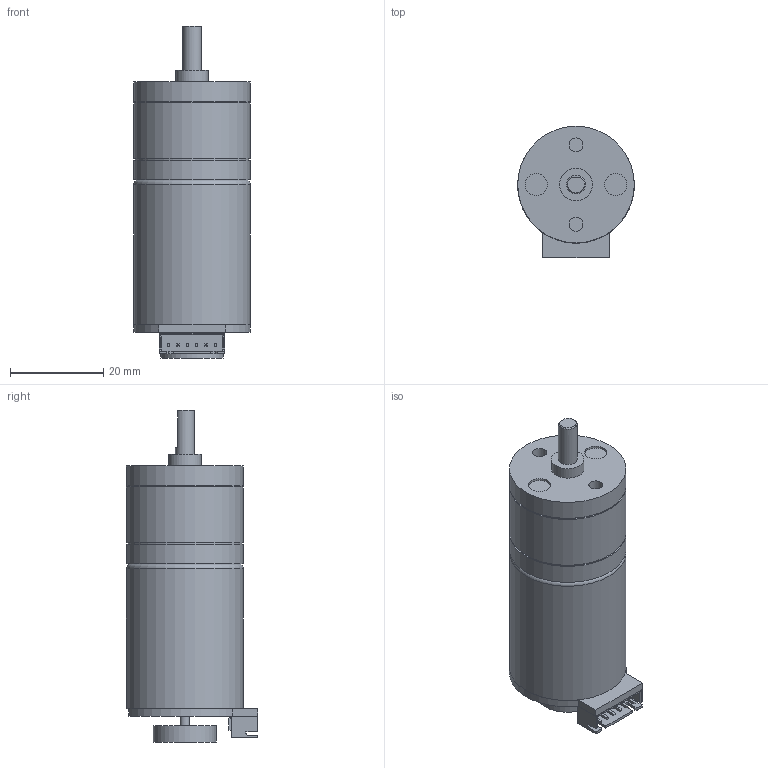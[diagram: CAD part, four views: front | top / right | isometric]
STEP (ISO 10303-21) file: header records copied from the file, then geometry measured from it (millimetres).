
FILE_DESCRIPTION(/* description */ (''),/* implementation_level */ '2;1');
FILE_NAME(/* name */ '12V 350RPM Small DFRobot Motor v8.step',/* time_stamp */ '2021-08-11T21:49:02-04:00',/* author */ (''),/* organization */ (''),/* preprocessor_version */ 'ST-DEVELOPER v18.1',/* originating_system */ 'Autodesk Translation Framework v10.9.0.1377',/* authorisation */ '');
FILE_SCHEMA (('AUTOMOTIVE_DESIGN { 1 0 10303 214 3 1 1 }'));
Length unit declared in the file: millimetre
Products named in the file (17): 12V 350RPM Small DFRobot Motor; Shaft; Shaft_Coller; Body_Back; Body_Front; B6B-XH-AM v6; Component16; Component9; Component12; Component13; Component14; Component10; Component11; Main; PCB; EncoderMagnet; Text
Assembly tree (16 placements, depth 4):
  12V 350RPM Small DFRobot Motor
    Shaft
    Shaft_Coller
    Body_Back
    Body_Front
    B6B-XH-AM v6
      Component16
        Component9
        Component12
        Component13
        Component14
        Component10
        Component11
        Main
    PCB
    EncoderMagnet
    Text
Bounding box: 25 x 28.09 x 71.15 mm (x, y, z)
Volume: 27205.9 mm3; surface area: 8793.8 mm2
Topology: 25 solids, 25 shells, 466 faces, 1134 edges, 739 vertices
Faces by surface type: plane 342, bspline 100, cylinder 22, cone 1, torus 1
Full cylindrical faces by diameter (mm): 2 x2, 3 x2, 4 x2, 4.763 x2, 7 x1, 13.5 x1, 24.4 x2, 25 x4
Entity records: 15058 total; most frequent: CARTESIAN_POINT 4077, ORIENTED_EDGE 2268, DIRECTION 1781, EDGE_CURVE 1134, LINE 883, VECTOR 883, VERTEX_POINT 739, EDGE_LOOP 499
